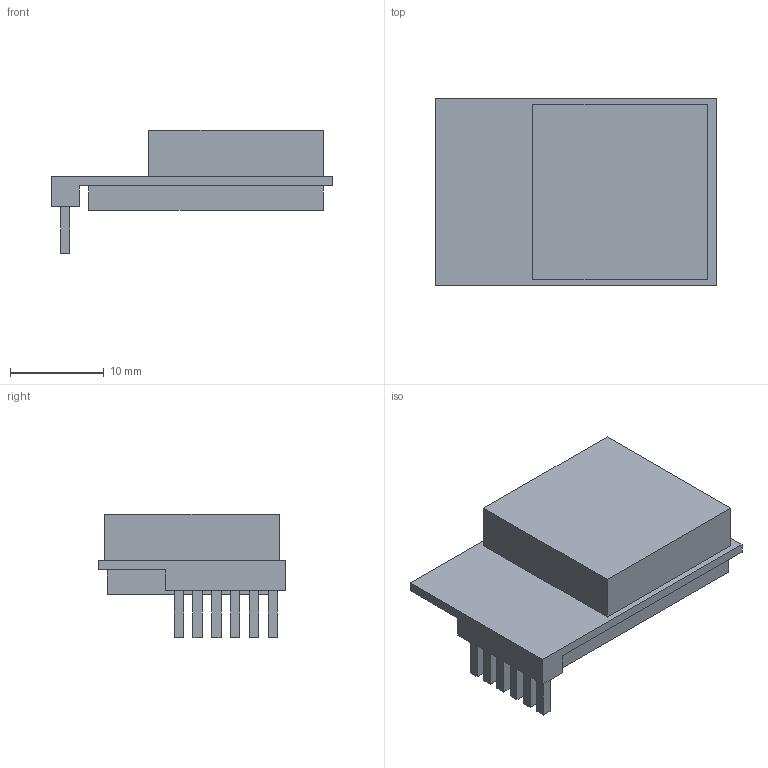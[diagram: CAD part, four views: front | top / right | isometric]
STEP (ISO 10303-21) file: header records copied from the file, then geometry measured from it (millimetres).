
FILE_DESCRIPTION (( 'STEP AP214' ), '1' );
FILE_NAME ('skm53.step', '2020-01-14T03:04:17', ( '' ), ( '' ), 'SwSTEP 2.0', 'SolidWorks 2018', '' );
FILE_SCHEMA (( 'AUTOMOTIVE_DESIGN' ));
Length unit declared in the file: millimetre
Products named in the file (1): skm53
Bounding box: 30 x 20 x 13.1 mm (x, y, z)
Volume: 3579.7 mm3; surface area: 2077.7 mm2
Topology: 1 solids, 1 shells, 49 faces, 117 edges, 78 vertices
Faces by surface type: plane 49
Entity records: 1425 total; most frequent: CARTESIAN_POINT 245, ORIENTED_EDGE 234, DIRECTION 217, VECTOR 117, EDGE_CURVE 117, LINE 117, VERTEX_POINT 78, EDGE_LOOP 57
